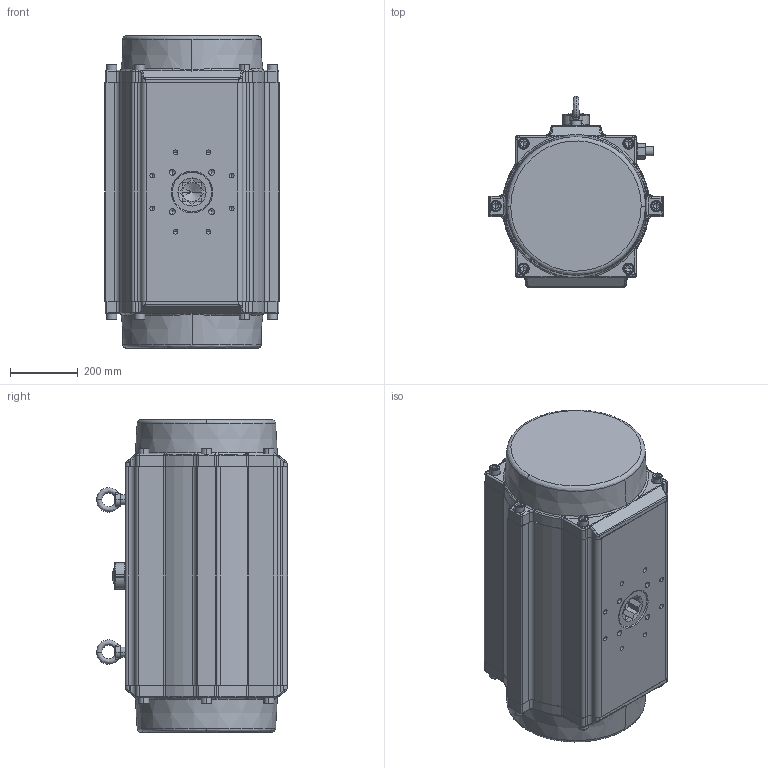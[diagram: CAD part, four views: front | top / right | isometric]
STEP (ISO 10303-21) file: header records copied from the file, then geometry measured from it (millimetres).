
FILE_DESCRIPTION (( 'STEP AP203' ), '1' );
FILE_NAME ('GD-400-090-V55-FG-SA-Doku.step', '2019-01-14T07:41:28', ( '' ), ( '' ), 'SwSTEP 2.0', 'SolidWorks 2018', '' );
FILE_SCHEMA (( 'CONFIG_CONTROL_DESIGN' ));
Products named in the file (1): GD-400-090-V55-FG-SA-Doku
Bounding box: 516 x 565 x 925 mm (x, y, z)
Volume: 57417148 mm3; surface area: 4380506.9 mm2
Topology: 33 solids, 33 shells, 3569 faces, 8609 edges, 5050 vertices
Faces by surface type: bspline 1250, cylinder 1093, plane 1023, cone 203
Entity records: 156097 total; most frequent: CARTESIAN_POINT 79965, ORIENTED_EDGE 16774, DIRECTION 14930, EDGE_CURVE 8387, AXIS2_PLACEMENT_3D 5775, VERTEX_POINT 5050, EDGE_LOOP 3799, ADVANCED_FACE 3569
